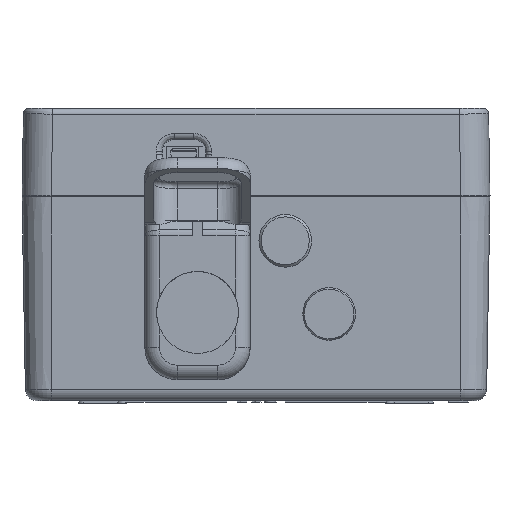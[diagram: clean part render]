
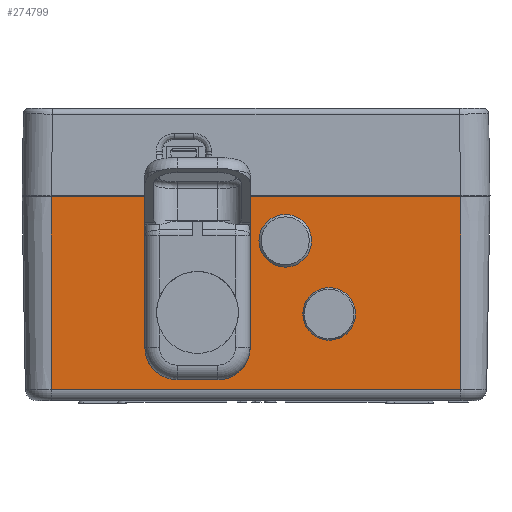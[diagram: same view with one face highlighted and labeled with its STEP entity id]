
A CAD part, front view. The second image highlights one B-rep face of the part: STEP entity #274799.
In plain terms, the highlighted face is planar.
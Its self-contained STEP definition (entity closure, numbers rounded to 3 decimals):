
#92=ELLIPSE('',#266490,8.251,8.25);
#94=ELLIPSE('',#266614,7.751,7.75);
#96=ELLIPSE('',#266624,7.751,7.75);
#98=ELLIPSE('',#266635,12.052,12.05);
#123498=PLANE('',#266691);
#126647=CIRCLE('',#266617,2.);
#126649=CIRCLE('',#266621,2.);
#126651=CIRCLE('',#266627,2.);
#126653=CIRCLE('',#266631,2.);
#126655=CIRCLE('',#266634,12.05);
#126657=CIRCLE('',#266639,1.25);
#126659=CIRCLE('',#266642,1.25);
#145989=ORIENTED_EDGE('',*,*,#182265,.T.);
#145990=ORIENTED_EDGE('',*,*,#182406,.F.);
#145991=ORIENTED_EDGE('',*,*,#182260,.F.);
#145992=ORIENTED_EDGE('',*,*,#182701,.F.);
#145993=ORIENTED_EDGE('',*,*,#182702,.F.);
#145994=ORIENTED_EDGE('',*,*,#182815,.F.);
#145995=ORIENTED_EDGE('',*,*,#182836,.F.);
#145996=ORIENTED_EDGE('',*,*,#182834,.F.);
#145997=ORIENTED_EDGE('',*,*,#182831,.F.);
#145998=ORIENTED_EDGE('',*,*,#182828,.F.);
#145999=ORIENTED_EDGE('',*,*,#182825,.F.);
#146000=ORIENTED_EDGE('',*,*,#182822,.F.);
#146001=ORIENTED_EDGE('',*,*,#182819,.F.);
#146002=ORIENTED_EDGE('',*,*,#182838,.F.);
#146003=ORIENTED_EDGE('',*,*,#182839,.F.);
#146004=ORIENTED_EDGE('',*,*,#182844,.T.);
#146005=ORIENTED_EDGE('',*,*,#182842,.T.);
#157970=VECTOR('',#212729,1.);
#157973=VECTOR('',#212738,1.);
#158062=VECTOR('',#212915,1.);
#158234=VECTOR('',#213413,1.);
#158277=VECTOR('',#213718,1.);
#158283=VECTOR('',#213744,1.);
#164876=LINE('',#248496,#157970);
#164879=LINE('',#248506,#157973);
#164968=LINE('',#248849,#158062);
#165140=LINE('',#249938,#158234);
#165183=LINE('',#250354,#158277);
#165189=LINE('',#250378,#158283);
#171746=VERTEX_POINT('',#248491);
#171747=VERTEX_POINT('',#248495);
#171750=VERTEX_POINT('',#248503);
#171751=VERTEX_POINT('',#248505);
#172042=VERTEX_POINT('',#249940);
#172100=VERTEX_POINT('',#250337);
#172101=VERTEX_POINT('',#250339);
#172104=VERTEX_POINT('',#250346);
#172106=VERTEX_POINT('',#250353);
#172108=VERTEX_POINT('',#250358);
#172110=VERTEX_POINT('',#250364);
#172112=VERTEX_POINT('',#250370);
#172114=VERTEX_POINT('',#250377);
#172115=VERTEX_POINT('',#250384);
#172116=VERTEX_POINT('',#250385);
#172119=VERTEX_POINT('',#250393);
#172121=VERTEX_POINT('',#250398);
#182260=EDGE_CURVE('',#171746,#171747,#164876,.T.);
#182265=EDGE_CURVE('',#171751,#171750,#164879,.T.);
#182406=EDGE_CURVE('',#171747,#171750,#164968,.T.);
#182701=EDGE_CURVE('',#171751,#171746,#165140,.T.);
#182702=EDGE_CURVE('',#172042,#172042,#92,.T.);
#182815=EDGE_CURVE('',#172101,#172100,#94,.T.);
#182819=EDGE_CURVE('',#172100,#172104,#126647,.T.);
#182822=EDGE_CURVE('',#172104,#172106,#165183,.T.);
#182825=EDGE_CURVE('',#172106,#172108,#126649,.T.);
#182828=EDGE_CURVE('',#172108,#172110,#96,.T.);
#182831=EDGE_CURVE('',#172110,#172112,#126651,.T.);
#182834=EDGE_CURVE('',#172112,#172114,#165189,.T.);
#182836=EDGE_CURVE('',#172114,#172101,#126653,.T.);
#182838=EDGE_CURVE('',#172115,#172116,#126655,.T.);
#182839=EDGE_CURVE('',#172116,#172115,#98,.T.);
#182842=EDGE_CURVE('',#172119,#172119,#126657,.T.);
#182844=EDGE_CURVE('',#172121,#172121,#126659,.T.);
#189760=EDGE_LOOP('',(#145989,#145990,#145991,#145992));
#189761=EDGE_LOOP('',(#145993));
#189762=EDGE_LOOP('',(#145994,#145995,#145996,#145997,#145998,#145999,#146000,
#146001));
#189763=EDGE_LOOP('',(#146002,#146003));
#189764=EDGE_LOOP('',(#146004));
#189765=EDGE_LOOP('',(#146005));
#195260=FACE_BOUND('',#189760,.T.);
#195261=FACE_BOUND('',#189761,.T.);
#195262=FACE_BOUND('',#189762,.T.);
#195263=FACE_BOUND('',#189763,.T.);
#195264=FACE_BOUND('',#189764,.T.);
#195265=FACE_BOUND('',#189765,.T.);
#212729=DIRECTION('',(-1.148,0.,-65.765));
#212738=DIRECTION('',(-1.148,0.,-65.765));
#212915=DIRECTION('',(0.,-140.,0.));
#213413=DIRECTION('',(0.,140.,0.));
#213416=DIRECTION('',(1.,0.,-0.017));
#213417=DIRECTION('',(-0.017,0.,-1.));
#213703=DIRECTION('',(1.,0.,-0.017));
#213704=DIRECTION('',(-0.017,0.,-1.));
#213711=DIRECTION('',(1.,0.,-0.017));
#213712=DIRECTION('',(0.,2.,0.));
#213718=DIRECTION('',(-0.108,0.,-6.177));
#213723=DIRECTION('',(1.,0.,-0.017));
#213724=DIRECTION('',(0.,2.,0.));
#213730=DIRECTION('',(1.,0.,-0.017));
#213731=DIRECTION('',(-0.017,0.,-1.));
#213737=DIRECTION('',(1.,0.,-0.017));
#213738=DIRECTION('',(0.,2.,0.));
#213744=DIRECTION('',(0.108,0.,6.177));
#213748=DIRECTION('',(1.,0.,-0.017));
#213749=DIRECTION('',(0.,2.,0.));
#213754=DIRECTION('',(1.,0.,0.));
#213755=DIRECTION('',(0.,0.,-12.05));
#213756=DIRECTION('',(1.,0.,-0.017));
#213757=DIRECTION('',(0.017,0.,1.));
#213764=DIRECTION('',(-1.,0.,0.017));
#213765=DIRECTION('',(0.022,0.,1.25));
#213770=DIRECTION('',(-1.,0.,0.017));
#213771=DIRECTION('',(0.022,0.,1.25));
#213869=DIRECTION('',(1.,0.,-0.017));
#213870=DIRECTION('',(0.,-1.,0.));
#248491=CARTESIAN_POINT('',(289.689,190.305,79.695));
#248495=CARTESIAN_POINT('',(288.541,190.305,13.93));
#248496=CARTESIAN_POINT('',(289.689,190.305,79.695));
#248503=CARTESIAN_POINT('',(288.541,50.305,13.93));
#248505=CARTESIAN_POINT('',(289.689,50.305,79.695));
#248506=CARTESIAN_POINT('',(289.689,50.305,79.695));
#248849=CARTESIAN_POINT('',(288.541,190.305,13.93));
#249938=CARTESIAN_POINT('',(289.689,50.305,79.695));
#249940=CARTESIAN_POINT('',(288.991,137.055,39.695));
#249941=CARTESIAN_POINT('',(288.991,145.305,39.695));
#250337=CARTESIAN_POINT('',(289.5,123.768,68.858));
#250339=CARTESIAN_POINT('',(289.5,136.842,68.858));
#250340=CARTESIAN_POINT('',(289.428,130.305,64.695));
#250346=CARTESIAN_POINT('',(289.481,123.455,67.783));
#250348=CARTESIAN_POINT('',(289.481,125.455,67.783));
#250353=CARTESIAN_POINT('',(289.374,123.455,61.606));
#250354=CARTESIAN_POINT('',(289.481,123.455,67.783));
#250358=CARTESIAN_POINT('',(289.355,123.768,60.532));
#250360=CARTESIAN_POINT('',(289.374,125.455,61.606));
#250364=CARTESIAN_POINT('',(289.355,136.842,60.532));
#250366=CARTESIAN_POINT('',(289.428,130.305,64.695));
#250370=CARTESIAN_POINT('',(289.374,137.155,61.606));
#250372=CARTESIAN_POINT('',(289.374,135.155,61.606));
#250377=CARTESIAN_POINT('',(289.481,137.155,67.783));
#250378=CARTESIAN_POINT('',(289.374,137.155,61.606));
#250381=CARTESIAN_POINT('',(289.481,135.155,67.783));
#250384=CARTESIAN_POINT('',(289.201,101.474,51.688));
#250385=CARTESIAN_POINT('',(289.201,99.137,51.688));
#250386=CARTESIAN_POINT('',(289.202,100.305,39.695));
#250387=CARTESIAN_POINT('',(288.991,100.305,39.695));
#250393=CARTESIAN_POINT('',(288.804,109.805,28.945));
#250394=CARTESIAN_POINT('',(288.782,109.805,27.695));
#250398=CARTESIAN_POINT('',(289.222,90.805,52.945));
#250399=CARTESIAN_POINT('',(289.201,90.805,51.695));
#250472=CARTESIAN_POINT('',(289.689,50.305,79.695));
#266490=AXIS2_PLACEMENT_3D('',#249941,#213416,#213417);
#266614=AXIS2_PLACEMENT_3D('',#250340,#213703,#213704);
#266617=AXIS2_PLACEMENT_3D('',#250348,#213711,#213712);
#266621=AXIS2_PLACEMENT_3D('',#250360,#213723,#213724);
#266624=AXIS2_PLACEMENT_3D('',#250366,#213730,#213731);
#266627=AXIS2_PLACEMENT_3D('',#250372,#213737,#213738);
#266631=AXIS2_PLACEMENT_3D('',#250381,#213748,#213749);
#266634=AXIS2_PLACEMENT_3D('',#250386,#213754,#213755);
#266635=AXIS2_PLACEMENT_3D('',#250387,#213756,#213757);
#266639=AXIS2_PLACEMENT_3D('',#250394,#213764,#213765);
#266642=AXIS2_PLACEMENT_3D('',#250399,#213770,#213771);
#266691=AXIS2_PLACEMENT_3D('',#250472,#213869,#213870);
#274799=ADVANCED_FACE('',(#195260,#195261,#195262,#195263,#195264,#195265),
#123498,.T.);
